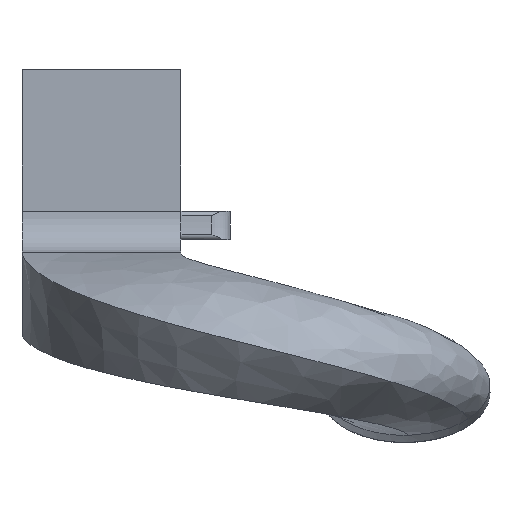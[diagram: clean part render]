
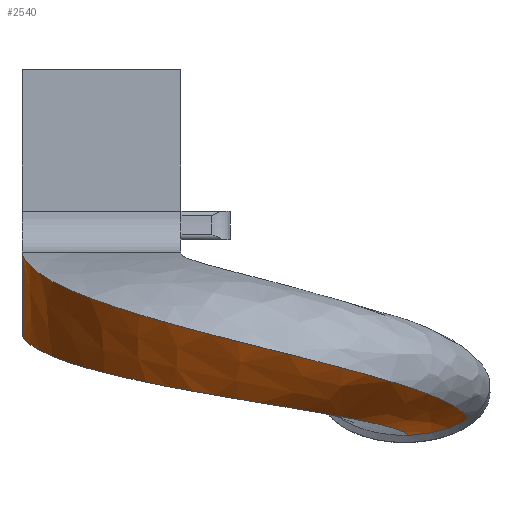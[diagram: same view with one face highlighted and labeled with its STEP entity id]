
A CAD part, left-side view. The second image highlights one B-rep face of the part: STEP entity #2540.
In plain terms, the highlighted free-form (B-spline) face has degree [3, 3] with [4, 13] control points.
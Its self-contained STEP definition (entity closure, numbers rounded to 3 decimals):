
#30=ELLIPSE('',#2682,9.,5.5);
#82=B_SPLINE_SURFACE_WITH_KNOTS('',3,3,((#13150,#13151,#13152,#13153,#13154,
#13155,#13156,#13157,#13158,#13159,#13160,#13161,#13162),(#13163,#13164,
#13165,#13166,#13167,#13168,#13169,#13170,#13171,#13172,#13173,#13174,#13175),
(#13176,#13177,#13178,#13179,#13180,#13181,#13182,#13183,#13184,#13185,
#13186,#13187,#13188),(#13189,#13190,#13191,#13192,#13193,#13194,#13195,
#13196,#13197,#13198,#13199,#13200,#13201)),.UNSPECIFIED.,.F.,.F.,.F.,(4,
4),(4,1,1,1,1,1,1,1,1,1,4),(0.,1.),(0.,0.133,0.2,0.333,
0.4,0.5,0.6,0.667,0.8,0.867,1.),.UNSPECIFIED.);
#177=B_SPLINE_CURVE_WITH_KNOTS('',3,(#8702,#8703,#8704,#8705,#8706,#8707,
#8708,#8709,#8710,#8711,#8712,#8713,#8714),.UNSPECIFIED.,.F.,.F.,(4,1,1,
1,1,1,1,1,1,1,4),(0.,0.133,0.2,0.333,0.4,0.5,0.6,
0.667,0.8,0.867,1.),.UNSPECIFIED.);
#244=B_SPLINE_CURVE_WITH_KNOTS('',3,(#13137,#13138,#13139,#13140,#13141,
#13142,#13143,#13144,#13145,#13146,#13147,#13148,#13149),.UNSPECIFIED.,
 .F.,.F.,(4,1,1,1,1,1,1,1,1,1,4),(0.,0.133,0.2,0.333,
0.4,0.5,0.6,0.667,0.8,0.867,1.),.UNSPECIFIED.);
#425=FACE_OUTER_BOUND('',#560,.T.);
#560=EDGE_LOOP('',(#2347,#2348,#2349,#2350));
#584=LINE('',#3199,#753);
#753=VECTOR('',#2740,10.);
#978=VERTEX_POINT('',#3196);
#979=VERTEX_POINT('',#3198);
#1156=VERTEX_POINT('',#8700);
#1193=VERTEX_POINT('',#9731);
#1246=EDGE_CURVE('',#978,#979,#584,.T.);
#1511=EDGE_CURVE('',#1156,#978,#177,.T.);
#1563=EDGE_CURVE('',#1156,#1193,#30,.T.);
#1605=EDGE_CURVE('',#1193,#979,#244,.T.);
#2347=ORIENTED_EDGE('',*,*,#1563,.T.);
#2348=ORIENTED_EDGE('',*,*,#1605,.T.);
#2349=ORIENTED_EDGE('',*,*,#1246,.F.);
#2350=ORIENTED_EDGE('',*,*,#1511,.F.);
#2540=ADVANCED_FACE('',(#425),#82,.T.);
#2682=AXIS2_PLACEMENT_3D('',#9733,#3093,#3094);
#2740=DIRECTION('',(-0.174,0.,0.985));
#3093=DIRECTION('center_axis',(-0.954,0.,
0.299));
#3094=DIRECTION('ref_axis',(0.,-1.,0.));
#3196=CARTESIAN_POINT('',(-21.3,-2.,-53.764));
#3198=CARTESIAN_POINT('',(-22.863,-2.,-44.901));
#3199=CARTESIAN_POINT('',(-21.3,-2.,-53.764));
#8700=CARTESIAN_POINT('',(-24.507,-42.894,-64.167));
#8702=CARTESIAN_POINT('Ctrl Pts',(-24.507,-42.894,-64.167));
#8703=CARTESIAN_POINT('Ctrl Pts',(-26.706,-42.568,-63.87));
#8704=CARTESIAN_POINT('Ctrl Pts',(-29.958,-41.425,-63.414));
#8705=CARTESIAN_POINT('Ctrl Pts',(-34.672,-38.061,-62.618));
#8706=CARTESIAN_POINT('Ctrl Pts',(-37.712,-34.315,-61.928));
#8707=CARTESIAN_POINT('Ctrl Pts',(-39.867,-29.204,-61.076));
#8708=CARTESIAN_POINT('Ctrl Pts',(-40.73,-24.177,-60.249));
#8709=CARTESIAN_POINT('Ctrl Pts',(-40.135,-18.911,-59.328));
#8710=CARTESIAN_POINT('Ctrl Pts',(-38.053,-13.146,-58.176));
#8711=CARTESIAN_POINT('Ctrl Pts',(-34.642,-8.517,-57.056));
#8712=CARTESIAN_POINT('Ctrl Pts',(-28.771,-4.07,-55.468));
#8713=CARTESIAN_POINT('Ctrl Pts',(-24.405,-2.418,-54.396));
#8714=CARTESIAN_POINT('Ctrl Pts',(-21.3,-2.,-53.764));
#9731=CARTESIAN_POINT('',(-23.97,-49.114,-62.453));
#9733=CARTESIAN_POINT('Origin',(-22.863,-42.45,-58.926));
#13137=CARTESIAN_POINT('Ctrl Pts',(-23.97,-49.114,
-62.453));
#13138=CARTESIAN_POINT('Ctrl Pts',(-26.957,-48.852,
-61.811));
#13139=CARTESIAN_POINT('Ctrl Pts',(-31.453,-47.517,
-60.831));
#13140=CARTESIAN_POINT('Ctrl Pts',(-37.817,-43.312,
-59.169));
#13141=CARTESIAN_POINT('Ctrl Pts',(-41.876,-38.478,
-57.73));
#13142=CARTESIAN_POINT('Ctrl Pts',(-44.617,-31.908,
-56.03));
#13143=CARTESIAN_POINT('Ctrl Pts',(-45.556,-25.606,
-54.46));
#13144=CARTESIAN_POINT('Ctrl Pts',(-44.579,-19.264,-52.831));
#13145=CARTESIAN_POINT('Ctrl Pts',(-41.745,-12.619,
-50.924));
#13146=CARTESIAN_POINT('Ctrl Pts',(-37.486,-7.654,
-49.218));
#13147=CARTESIAN_POINT('Ctrl Pts',(-30.798,-3.47,-47.039));
#13148=CARTESIAN_POINT('Ctrl Pts',(-26.104,-2.216,-45.692));
#13149=CARTESIAN_POINT('Ctrl Pts',(-22.863,-2.,
-44.901));
#13150=CARTESIAN_POINT('Ctrl Pts',(-24.507,-42.894,
-64.167));
#13151=CARTESIAN_POINT('Ctrl Pts',(-26.706,-42.568,
-63.87));
#13152=CARTESIAN_POINT('Ctrl Pts',(-29.958,-41.425,
-63.414));
#13153=CARTESIAN_POINT('Ctrl Pts',(-34.672,-38.061,-62.618));
#13154=CARTESIAN_POINT('Ctrl Pts',(-37.712,-34.315,
-61.928));
#13155=CARTESIAN_POINT('Ctrl Pts',(-39.867,-29.204,
-61.076));
#13156=CARTESIAN_POINT('Ctrl Pts',(-40.73,-24.177,
-60.249));
#13157=CARTESIAN_POINT('Ctrl Pts',(-40.135,-18.911,
-59.328));
#13158=CARTESIAN_POINT('Ctrl Pts',(-38.053,-13.146,
-58.176));
#13159=CARTESIAN_POINT('Ctrl Pts',(-34.642,-8.517,-57.056));
#13160=CARTESIAN_POINT('Ctrl Pts',(-28.771,-4.07,
-55.468));
#13161=CARTESIAN_POINT('Ctrl Pts',(-24.405,-2.418,-54.396));
#13162=CARTESIAN_POINT('Ctrl Pts',(-21.3,-2.,
-53.764));
#13163=CARTESIAN_POINT('Ctrl Pts',(-24.486,-45.244,
-64.099));
#13164=CARTESIAN_POINT('Ctrl Pts',(-26.98,-44.925,-63.655));
#13165=CARTESIAN_POINT('Ctrl Pts',(-30.684,-43.68,
-62.978));
#13166=CARTESIAN_POINT('Ctrl Pts',(-35.99,-39.963,
-61.818));
#13167=CARTESIAN_POINT('Ctrl Pts',(-39.383,-35.785,-60.818));
#13168=CARTESIAN_POINT('Ctrl Pts',(-41.723,-30.113,-59.619));
#13169=CARTESIAN_POINT('Ctrl Pts',(-42.581,-24.602,-58.49));
#13170=CARTESIAN_POINT('Ctrl Pts',(-41.81,-18.938,
-57.285));
#13171=CARTESIAN_POINT('Ctrl Pts',(-39.414,-12.857,
-55.834));
#13172=CARTESIAN_POINT('Ctrl Pts',(-35.662,-8.125,-54.486));
#13173=CARTESIAN_POINT('Ctrl Pts',(-29.466,-3.806,-52.671));
#13174=CARTESIAN_POINT('Ctrl Pts',(-24.972,-2.324,
-51.497));
#13175=CARTESIAN_POINT('Ctrl Pts',(-21.821,-2.,
-50.81));
#13176=CARTESIAN_POINT('Ctrl Pts',(-24.288,-47.532,
-63.469));
#13177=CARTESIAN_POINT('Ctrl Pts',(-27.067,-47.222,-62.907));
#13178=CARTESIAN_POINT('Ctrl Pts',(-31.227,-45.895,
-62.049));
#13179=CARTESIAN_POINT('Ctrl Pts',(-37.117,-41.851,-60.597));
#13180=CARTESIAN_POINT('Ctrl Pts',(-40.866,-37.272,
-59.345));
#13181=CARTESIAN_POINT('Ctrl Pts',(-43.4,-31.071,
-57.864));
#13182=CARTESIAN_POINT('Ctrl Pts',(-44.274,-25.106,
-56.492));
#13183=CARTESIAN_POINT('Ctrl Pts',(-43.359,-19.063,
-55.058));
#13184=CARTESIAN_POINT('Ctrl Pts',(-40.691,-12.675,
-53.365));
#13185=CARTESIAN_POINT('Ctrl Pts',(-36.638,-7.828,
-51.833));
#13186=CARTESIAN_POINT('Ctrl Pts',(-30.152,-3.599,
-49.839));
#13187=CARTESIAN_POINT('Ctrl Pts',(-25.543,-2.255,
-48.587));
#13188=CARTESIAN_POINT('Ctrl Pts',(-22.342,-2.,
-47.856));
#13189=CARTESIAN_POINT('Ctrl Pts',(-23.97,-49.114,
-62.453));
#13190=CARTESIAN_POINT('Ctrl Pts',(-26.957,-48.852,
-61.811));
#13191=CARTESIAN_POINT('Ctrl Pts',(-31.453,-47.517,
-60.831));
#13192=CARTESIAN_POINT('Ctrl Pts',(-37.817,-43.312,
-59.169));
#13193=CARTESIAN_POINT('Ctrl Pts',(-41.876,-38.478,
-57.73));
#13194=CARTESIAN_POINT('Ctrl Pts',(-44.617,-31.908,
-56.03));
#13195=CARTESIAN_POINT('Ctrl Pts',(-45.556,-25.606,
-54.46));
#13196=CARTESIAN_POINT('Ctrl Pts',(-44.579,-19.264,-52.831));
#13197=CARTESIAN_POINT('Ctrl Pts',(-41.745,-12.619,
-50.924));
#13198=CARTESIAN_POINT('Ctrl Pts',(-37.486,-7.654,
-49.218));
#13199=CARTESIAN_POINT('Ctrl Pts',(-30.798,-3.47,-47.039));
#13200=CARTESIAN_POINT('Ctrl Pts',(-26.104,-2.216,-45.692));
#13201=CARTESIAN_POINT('Ctrl Pts',(-22.863,-2.,
-44.901));
